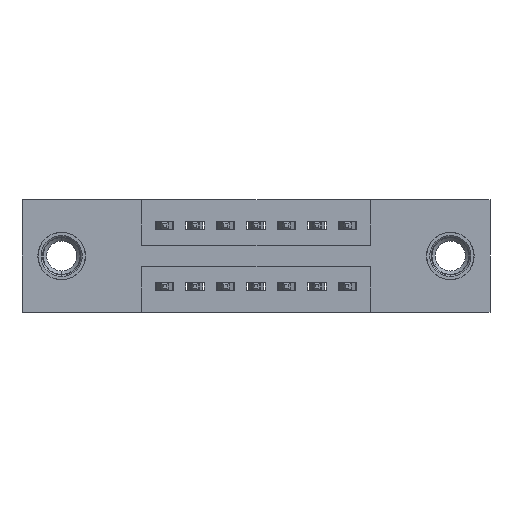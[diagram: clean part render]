
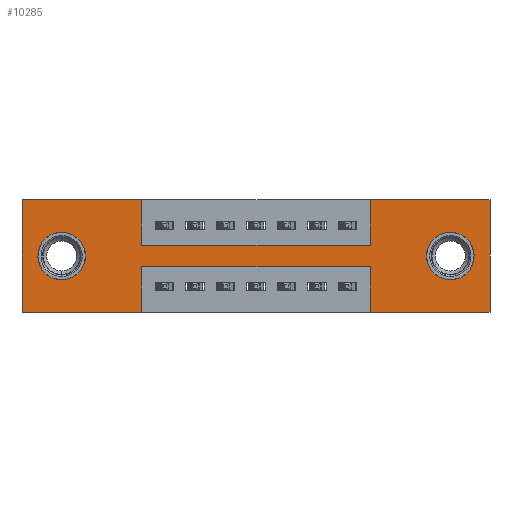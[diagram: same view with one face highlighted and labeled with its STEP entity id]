
A CAD part, front view. The second image highlights one B-rep face of the part: STEP entity #10285.
In plain terms, the highlighted planar face has unit normal (0, -1, 0).
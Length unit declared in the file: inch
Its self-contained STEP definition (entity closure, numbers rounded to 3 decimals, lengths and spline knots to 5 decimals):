
#398 = VERTEX_POINT ( 'NONE', #9975 ) ;
#594 = DIRECTION ( 'NONE',  ( 0., 0., 1. ) ) ;
#609 = VECTOR ( 'NONE', #7703, 39.37008 ) ;
#612 = CARTESIAN_POINT ( 'NONE',  ( 1.1425, 0., -0.15 ) ) ;
#646 = VERTEX_POINT ( 'NONE', #7471 ) ;
#692 = EDGE_CURVE ( 'NONE', #4479, #1080, #10381, .T. ) ;
#701 = CIRCLE ( 'NONE', #2622, 0.078 ) ;
#711 = VECTOR ( 'NONE', #8241, 39.37008 ) ;
#763 = ORIENTED_EDGE ( 'NONE', *, *, #7330, .F. ) ;
#900 = CARTESIAN_POINT ( 'NONE',  ( 1.405, 0., -0.185 ) ) ;
#912 = DIRECTION ( 'NONE',  ( 0., 0., 1. ) ) ;
#929 = ORIENTED_EDGE ( 'NONE', *, *, #8765, .F. ) ;
#955 = EDGE_CURVE ( 'NONE', #1719, #7188, #10238, .T. ) ;
#1007 = LINE ( 'NONE', #7407, #711 ) ;
#1080 = VERTEX_POINT ( 'NONE', #612 ) ;
#1242 = ORIENTED_EDGE ( 'NONE', *, *, #8917, .F. ) ;
#1336 = CARTESIAN_POINT ( 'NONE',  ( 0., 0., -0.37 ) ) ;
#1413 = LINE ( 'NONE', #9680, #8226 ) ;
#1476 = CARTESIAN_POINT ( 'NONE',  ( 1.535, 0., 0. ) ) ;
#1532 = VERTEX_POINT ( 'NONE', #9094 ) ;
#1657 = CARTESIAN_POINT ( 'NONE',  ( 0., 0., 0. ) ) ;
#1679 = CARTESIAN_POINT ( 'NONE',  ( 1.1425, 0., 0. ) ) ;
#1719 = VERTEX_POINT ( 'NONE', #5833 ) ;
#1842 = DIRECTION ( 'NONE',  ( 0., 0., -1. ) ) ;
#2094 = LINE ( 'NONE', #2172, #10802 ) ;
#2172 = CARTESIAN_POINT ( 'NONE',  ( 0., 0., -0.37 ) ) ;
#2210 = LINE ( 'NONE', #7558, #4609 ) ;
#2245 = DIRECTION ( 'NONE',  ( 0., 0., -1. ) ) ;
#2258 = DIRECTION ( 'NONE',  ( 0., -1., 0. ) ) ;
#2544 = DIRECTION ( 'NONE',  ( 0., 0., 1. ) ) ;
#2622 = AXIS2_PLACEMENT_3D ( 'NONE', #9816, #4638, #10631 ) ;
#2684 = CIRCLE ( 'NONE', #11328, 0.078 ) ;
#2711 = AXIS2_PLACEMENT_3D ( 'NONE', #11104, #5998, #594 ) ;
#3163 = VERTEX_POINT ( 'NONE', #1679 ) ;
#3336 = VECTOR ( 'NONE', #3398, 39.37008 ) ;
#3341 = VECTOR ( 'NONE', #3408, 39.37008 ) ;
#3398 = DIRECTION ( 'NONE',  ( 0., 0., 1. ) ) ;
#3408 = DIRECTION ( 'NONE',  ( 1., 0., 0. ) ) ;
#3434 = CARTESIAN_POINT ( 'NONE',  ( 0., 0., 0. ) ) ;
#3461 = VERTEX_POINT ( 'NONE', #6557 ) ;
#3470 = EDGE_LOOP ( 'NONE', ( #9673, #5928 ) ) ;
#3519 = CARTESIAN_POINT ( 'NONE',  ( 0.3925, 0., -0.37 ) ) ;
#3629 = LINE ( 'NONE', #5137, #3336 ) ;
#3791 = CARTESIAN_POINT ( 'NONE',  ( 0.3925, 0., -0.37 ) ) ;
#3823 = EDGE_CURVE ( 'NONE', #1080, #3163, #6315, .T. ) ;
#4378 = ORIENTED_EDGE ( 'NONE', *, *, #5561, .F. ) ;
#4479 = VERTEX_POINT ( 'NONE', #9702 ) ;
#4502 = ORIENTED_EDGE ( 'NONE', *, *, #10926, .F. ) ;
#4609 = VECTOR ( 'NONE', #2245, 39.37008 ) ;
#4638 = DIRECTION ( 'NONE',  ( 0., 1., 0. ) ) ;
#4669 = AXIS2_PLACEMENT_3D ( 'NONE', #1336, #2258, #8433 ) ;
#4700 = EDGE_CURVE ( 'NONE', #7809, #646, #1007, .T. ) ;
#4830 = CARTESIAN_POINT ( 'NONE',  ( 1.535, 0., 0. ) ) ;
#4857 = ORIENTED_EDGE ( 'NONE', *, *, #7833, .T. ) ;
#4923 = LINE ( 'NONE', #1476, #609 ) ;
#5023 = VECTOR ( 'NONE', #9837, 39.37008 ) ;
#5031 = CARTESIAN_POINT ( 'NONE',  ( 1.1425, 0., -0.22 ) ) ;
#5125 = CARTESIAN_POINT ( 'NONE',  ( 1.1425, 0., -0.37 ) ) ;
#5137 = CARTESIAN_POINT ( 'NONE',  ( 1.1425, 0., -0.37 ) ) ;
#5355 = DIRECTION ( 'NONE',  ( 0., 1., 0. ) ) ;
#5420 = VERTEX_POINT ( 'NONE', #10141 ) ;
#5447 = VERTEX_POINT ( 'NONE', #5031 ) ;
#5514 = DIRECTION ( 'NONE',  ( -1., 0., 0. ) ) ;
#5561 = EDGE_CURVE ( 'NONE', #8346, #5447, #3629, .T. ) ;
#5608 = VECTOR ( 'NONE', #8732, 39.37008 ) ;
#5765 = ORIENTED_EDGE ( 'NONE', *, *, #955, .F. ) ;
#5781 = EDGE_CURVE ( 'NONE', #646, #1719, #10366, .T. ) ;
#5826 = EDGE_CURVE ( 'NONE', #5990, #5420, #701, .T. ) ;
#5833 = CARTESIAN_POINT ( 'NONE',  ( 0., 0., 0. ) ) ;
#5861 = CARTESIAN_POINT ( 'NONE',  ( 0.13, 0., -0.263 ) ) ;
#5864 = LINE ( 'NONE', #1657, #5608 ) ;
#5928 = ORIENTED_EDGE ( 'NONE', *, *, #5826, .T. ) ;
#5990 = VERTEX_POINT ( 'NONE', #5861 ) ;
#5998 = DIRECTION ( 'NONE',  ( 0., 1., 0. ) ) ;
#6188 = AXIS2_PLACEMENT_3D ( 'NONE', #900, #7179, #1842 ) ;
#6309 = CARTESIAN_POINT ( 'NONE',  ( 0., 0., 0. ) ) ;
#6315 = LINE ( 'NONE', #7802, #8622 ) ;
#6385 = FACE_BOUND ( 'NONE', #3470, .T. ) ;
#6557 = CARTESIAN_POINT ( 'NONE',  ( 1.405, 0., -0.107 ) ) ;
#6656 = FACE_OUTER_BOUND ( 'NONE', #8260, .T. ) ;
#6785 = EDGE_CURVE ( 'NONE', #5420, #5990, #11224, .T. ) ;
#7033 = DIRECTION ( 'NONE',  ( 1., 0., 0. ) ) ;
#7179 = DIRECTION ( 'NONE',  ( 0., 1., 0. ) ) ;
#7188 = VERTEX_POINT ( 'NONE', #11168 ) ;
#7330 = EDGE_CURVE ( 'NONE', #5447, #10808, #1413, .T. ) ;
#7407 = CARTESIAN_POINT ( 'NONE',  ( 0., 0., -0.37 ) ) ;
#7471 = CARTESIAN_POINT ( 'NONE',  ( 0., 0., -0.37 ) ) ;
#7558 = CARTESIAN_POINT ( 'NONE',  ( 0.3925, 0., 0. ) ) ;
#7586 = ORIENTED_EDGE ( 'NONE', *, *, #3823, .F. ) ;
#7606 = CARTESIAN_POINT ( 'NONE',  ( 0.3925, 0., -0.15 ) ) ;
#7703 = DIRECTION ( 'NONE',  ( 0., 0., -1. ) ) ;
#7772 = EDGE_CURVE ( 'NONE', #3163, #8097, #5864, .T. ) ;
#7802 = CARTESIAN_POINT ( 'NONE',  ( 1.1425, 0., 0. ) ) ;
#7809 = VERTEX_POINT ( 'NONE', #3519 ) ;
#7833 = EDGE_CURVE ( 'NONE', #398, #3461, #2684, .T. ) ;
#8097 = VERTEX_POINT ( 'NONE', #4830 ) ;
#8133 = VECTOR ( 'NONE', #912, 39.37008 ) ;
#8150 = VECTOR ( 'NONE', #7033, 39.37008 ) ;
#8226 = VECTOR ( 'NONE', #5514, 39.37008 ) ;
#8241 = DIRECTION ( 'NONE',  ( -1., 0., 0. ) ) ;
#8260 = EDGE_LOOP ( 'NONE', ( #10512, #763, #4378, #929, #1242, #9637, #7586, #9159, #4502, #5765, #10602, #11325 ) ) ;
#8346 = VERTEX_POINT ( 'NONE', #5125 ) ;
#8395 = PLANE ( 'NONE',  #4669 ) ;
#8433 = DIRECTION ( 'NONE',  ( 0., 0., -1. ) ) ;
#8622 = VECTOR ( 'NONE', #2544, 39.37008 ) ;
#8732 = DIRECTION ( 'NONE',  ( 1., 0., 0. ) ) ;
#8765 = EDGE_CURVE ( 'NONE', #1532, #8346, #2094, .T. ) ;
#8917 = EDGE_CURVE ( 'NONE', #8097, #1532, #4923, .T. ) ;
#9094 = CARTESIAN_POINT ( 'NONE',  ( 1.535, 0., -0.37 ) ) ;
#9113 = ORIENTED_EDGE ( 'NONE', *, *, #10662, .T. ) ;
#9159 = ORIENTED_EDGE ( 'NONE', *, *, #692, .F. ) ;
#9482 = CIRCLE ( 'NONE', #6188, 0.078 ) ;
#9637 = ORIENTED_EDGE ( 'NONE', *, *, #7772, .F. ) ;
#9673 = ORIENTED_EDGE ( 'NONE', *, *, #6785, .T. ) ;
#9680 = CARTESIAN_POINT ( 'NONE',  ( 0.3925, 0., -0.22 ) ) ;
#9702 = CARTESIAN_POINT ( 'NONE',  ( 0.3925, 0., -0.15 ) ) ;
#9816 = CARTESIAN_POINT ( 'NONE',  ( 0.13, 0., -0.185 ) ) ;
#9837 = DIRECTION ( 'NONE',  ( 0., 0., -1. ) ) ;
#9940 = CARTESIAN_POINT ( 'NONE',  ( 0.3925, 0., -0.22 ) ) ;
#9975 = CARTESIAN_POINT ( 'NONE',  ( 1.405, 0., -0.263 ) ) ;
#10141 = CARTESIAN_POINT ( 'NONE',  ( 0.13, 0., -0.107 ) ) ;
#10238 = LINE ( 'NONE', #3434, #3341 ) ;
#10285 = ADVANCED_FACE ( 'NONE', ( #10905, #6385, #6656 ), #8395, .T. ) ;
#10365 = EDGE_LOOP ( 'NONE', ( #9113, #4857 ) ) ;
#10366 = LINE ( 'NONE', #6309, #8133 ) ;
#10381 = LINE ( 'NONE', #7606, #8150 ) ;
#10487 = CARTESIAN_POINT ( 'NONE',  ( 1.405, 0., -0.185 ) ) ;
#10512 = ORIENTED_EDGE ( 'NONE', *, *, #10724, .F. ) ;
#10602 = ORIENTED_EDGE ( 'NONE', *, *, #5781, .F. ) ;
#10631 = DIRECTION ( 'NONE',  ( 0., 0., 1. ) ) ;
#10662 = EDGE_CURVE ( 'NONE', #3461, #398, #9482, .T. ) ;
#10724 = EDGE_CURVE ( 'NONE', #10808, #7809, #11279, .T. ) ;
#10802 = VECTOR ( 'NONE', #10870, 39.37008 ) ;
#10808 = VERTEX_POINT ( 'NONE', #9940 ) ;
#10870 = DIRECTION ( 'NONE',  ( -1., 0., 0. ) ) ;
#10905 = FACE_BOUND ( 'NONE', #10365, .T. ) ;
#10926 = EDGE_CURVE ( 'NONE', #7188, #4479, #2210, .T. ) ;
#11104 = CARTESIAN_POINT ( 'NONE',  ( 0.13, 0., -0.185 ) ) ;
#11168 = CARTESIAN_POINT ( 'NONE',  ( 0.3925, 0., 0. ) ) ;
#11224 = CIRCLE ( 'NONE', #2711, 0.078 ) ;
#11279 = LINE ( 'NONE', #3791, #5023 ) ;
#11305 = DIRECTION ( 'NONE',  ( 0., 0., -1. ) ) ;
#11325 = ORIENTED_EDGE ( 'NONE', *, *, #4700, .F. ) ;
#11328 = AXIS2_PLACEMENT_3D ( 'NONE', #10487, #5355, #11305 ) ;
